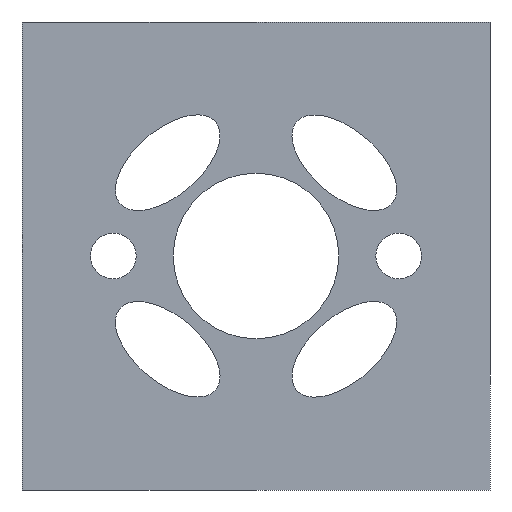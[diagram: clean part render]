
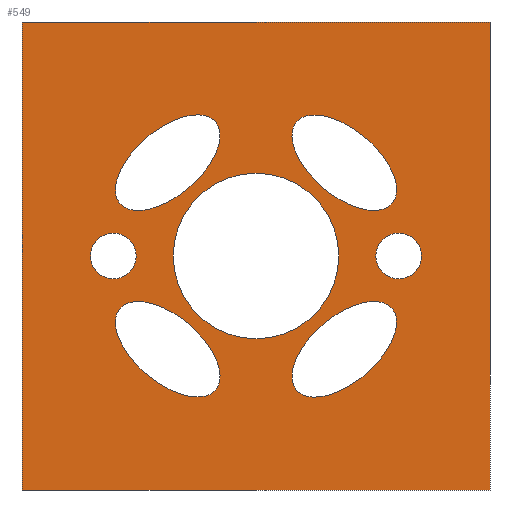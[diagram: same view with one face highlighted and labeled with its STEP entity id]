
A CAD part, front view. The second image highlights one B-rep face of the part: STEP entity #549.
In plain terms, the highlighted planar face has unit normal (0, -1, 0).
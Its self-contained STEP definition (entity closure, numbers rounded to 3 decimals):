
#16=ELLIPSE('',#606,5.5,2.875);
#18=ELLIPSE('',#608,5.5,2.875);
#20=ELLIPSE('',#610,5.5,2.875);
#22=ELLIPSE('',#612,5.5,2.875);
#39=PLANE('',#614);
#51=FACE_BOUND('',#123,.T.);
#52=FACE_BOUND('',#124,.T.);
#53=FACE_BOUND('',#125,.T.);
#54=FACE_BOUND('',#126,.T.);
#55=FACE_BOUND('',#127,.T.);
#56=FACE_BOUND('',#128,.T.);
#57=FACE_BOUND('',#129,.T.);
#84=FACE_OUTER_BOUND('',#122,.T.);
#122=EDGE_LOOP('',(#502,#503,#504,#505));
#123=EDGE_LOOP('',(#506));
#124=EDGE_LOOP('',(#507));
#125=EDGE_LOOP('',(#508));
#126=EDGE_LOOP('',(#509));
#127=EDGE_LOOP('',(#510));
#128=EDGE_LOOP('',(#511));
#129=EDGE_LOOP('',(#512));
#158=LINE('',#919,#199);
#162=LINE('',#927,#203);
#165=LINE('',#933,#206);
#168=LINE('',#938,#209);
#199=VECTOR('',#695,10.);
#203=VECTOR('',#701,10.);
#206=VECTOR('',#706,10.);
#209=VECTOR('',#711,10.);
#233=CIRCLE('',#598,7.25);
#235=CIRCLE('',#601,2.);
#237=CIRCLE('',#604,2.);
#266=VERTEX_POINT('',#917);
#267=VERTEX_POINT('',#918);
#270=VERTEX_POINT('',#926);
#272=VERTEX_POINT('',#932);
#275=VERTEX_POINT('',#944);
#277=VERTEX_POINT('',#950);
#279=VERTEX_POINT('',#956);
#281=VERTEX_POINT('',#979);
#283=VERTEX_POINT('',#1002);
#285=VERTEX_POINT('',#1025);
#287=VERTEX_POINT('',#1048);
#330=EDGE_CURVE('',#266,#267,#158,.T.);
#334=EDGE_CURVE('',#270,#266,#162,.T.);
#337=EDGE_CURVE('',#272,#270,#165,.T.);
#340=EDGE_CURVE('',#267,#272,#168,.T.);
#344=EDGE_CURVE('',#275,#275,#233,.T.);
#347=EDGE_CURVE('',#277,#277,#235,.T.);
#350=EDGE_CURVE('',#279,#279,#237,.T.);
#353=EDGE_CURVE('',#281,#281,#16,.T.);
#356=EDGE_CURVE('',#283,#283,#18,.T.);
#359=EDGE_CURVE('',#285,#285,#20,.T.);
#362=EDGE_CURVE('',#287,#287,#22,.T.);
#502=ORIENTED_EDGE('',*,*,#340,.F.);
#503=ORIENTED_EDGE('',*,*,#330,.F.);
#504=ORIENTED_EDGE('',*,*,#334,.F.);
#505=ORIENTED_EDGE('',*,*,#337,.F.);
#506=ORIENTED_EDGE('',*,*,#362,.F.);
#507=ORIENTED_EDGE('',*,*,#359,.F.);
#508=ORIENTED_EDGE('',*,*,#356,.F.);
#509=ORIENTED_EDGE('',*,*,#353,.F.);
#510=ORIENTED_EDGE('',*,*,#350,.F.);
#511=ORIENTED_EDGE('',*,*,#347,.F.);
#512=ORIENTED_EDGE('',*,*,#344,.F.);
#549=ADVANCED_FACE('',(#84,#51,#52,#53,#54,#55,#56,#57),#39,.F.);
#598=AXIS2_PLACEMENT_3D('',#946,#720,#721);
#601=AXIS2_PLACEMENT_3D('',#952,#727,#728);
#604=AXIS2_PLACEMENT_3D('',#958,#734,#735);
#606=AXIS2_PLACEMENT_3D('',#981,#739,#740);
#608=AXIS2_PLACEMENT_3D('',#1004,#744,#745);
#610=AXIS2_PLACEMENT_3D('',#1027,#749,#750);
#612=AXIS2_PLACEMENT_3D('',#1050,#754,#755);
#614=AXIS2_PLACEMENT_3D('',#1052,#758,#759);
#695=DIRECTION('',(1.,0.,0.));
#701=DIRECTION('',(0.,0.,1.));
#706=DIRECTION('',(-1.,0.,0.));
#711=DIRECTION('',(0.,0.,-1.));
#720=DIRECTION('center_axis',(0.,-1.,0.));
#721=DIRECTION('ref_axis',(1.,0.,0.));
#727=DIRECTION('center_axis',(0.,-1.,0.));
#728=DIRECTION('ref_axis',(1.,0.,0.));
#734=DIRECTION('center_axis',(0.,-1.,0.));
#735=DIRECTION('ref_axis',(1.,0.,0.));
#739=DIRECTION('center_axis',(0.,-1.,0.));
#740=DIRECTION('ref_axis',(0.76,0.,0.649));
#744=DIRECTION('center_axis',(0.,-1.,0.));
#745=DIRECTION('ref_axis',(0.76,0.,-0.649));
#749=DIRECTION('center_axis',(0.,-1.,0.));
#750=DIRECTION('ref_axis',(-0.76,0.,0.649));
#754=DIRECTION('center_axis',(0.,-1.,0.));
#755=DIRECTION('ref_axis',(-0.76,0.,-0.649));
#758=DIRECTION('center_axis',(0.,1.,0.));
#759=DIRECTION('ref_axis',(1.,0.,0.));
#917=CARTESIAN_POINT('',(-20.5,0.,20.5));
#918=CARTESIAN_POINT('',(20.5,0.,20.5));
#919=CARTESIAN_POINT('',(-20.5,0.,20.5));
#926=CARTESIAN_POINT('',(-20.5,0.,-20.5));
#927=CARTESIAN_POINT('',(-20.5,0.,-20.5));
#932=CARTESIAN_POINT('',(20.5,0.,-20.5));
#933=CARTESIAN_POINT('',(20.5,0.,-20.5));
#938=CARTESIAN_POINT('',(20.5,0.,20.5));
#944=CARTESIAN_POINT('',(-7.25,0.,0.));
#946=CARTESIAN_POINT('Origin',(0.,0.,0.));
#950=CARTESIAN_POINT('',(10.5,0.,0.));
#952=CARTESIAN_POINT('Origin',(12.5,0.,0.));
#956=CARTESIAN_POINT('',(-14.5,0.,0.));
#958=CARTESIAN_POINT('Origin',(-12.5,0.,0.));
#979=CARTESIAN_POINT('',(3.549,0.,-11.746));
#981=CARTESIAN_POINT('Origin',(7.732,0.,-8.174));
#1002=CARTESIAN_POINT('',(3.549,0.,11.746));
#1004=CARTESIAN_POINT('Origin',(7.732,0.,8.174));
#1025=CARTESIAN_POINT('',(-3.549,0.,-11.746));
#1027=CARTESIAN_POINT('Origin',(-7.732,0.,-8.174));
#1048=CARTESIAN_POINT('',(-3.549,0.,11.746));
#1050=CARTESIAN_POINT('Origin',(-7.732,0.,8.174));
#1052=CARTESIAN_POINT('Origin',(0.,0.,0.));
